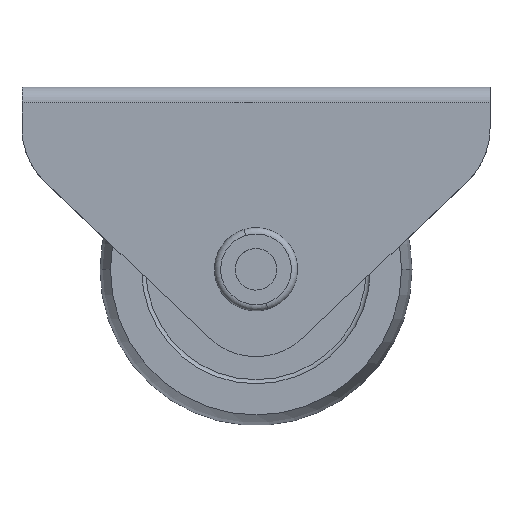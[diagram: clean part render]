
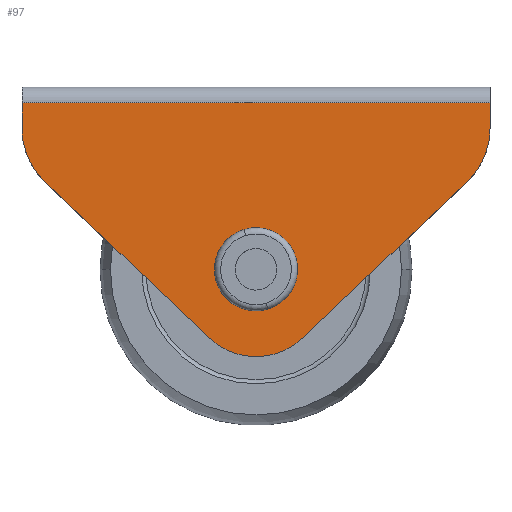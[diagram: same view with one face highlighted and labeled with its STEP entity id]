
A CAD part, top view. The second image highlights one B-rep face of the part: STEP entity #97.
In plain terms, the highlighted planar face has unit normal (0, 0, 1).
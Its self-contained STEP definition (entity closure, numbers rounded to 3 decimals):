
#97=ADVANCED_FACE('',(#183,#184),#185,.T.);
#183=FACE_OUTER_BOUND('',#350,.T.);
#184=FACE_BOUND('',#351,.T.);
#185=PLANE('',#352);
#350=EDGE_LOOP('',(#562,#563,#564,#565,#566,#567,#568,#569));
#351=EDGE_LOOP('',(#570,#571));
#352=AXIS2_PLACEMENT_3D('',#572,#573,#574);
#562=ORIENTED_EDGE('',*,*,#1125,.T.);
#563=ORIENTED_EDGE('',*,*,#1126,.T.);
#564=ORIENTED_EDGE('',*,*,#1127,.T.);
#565=ORIENTED_EDGE('',*,*,#1128,.T.);
#566=ORIENTED_EDGE('',*,*,#1129,.T.);
#567=ORIENTED_EDGE('',*,*,#1130,.T.);
#568=ORIENTED_EDGE('',*,*,#1131,.T.);
#569=ORIENTED_EDGE('',*,*,#1132,.T.);
#570=ORIENTED_EDGE('',*,*,#1133,.F.);
#571=ORIENTED_EDGE('',*,*,#1092,.F.);
#572=CARTESIAN_POINT('',(17.5,8.071,9.5));
#573=DIRECTION('',(0.0,0.,1.0));
#574=DIRECTION('',(0.0,-1.0,0.));
#1092=EDGE_CURVE('',#1275,#1277,#1278,.T.);
#1125=EDGE_CURVE('',#1339,#1340,#1341,.T.);
#1126=EDGE_CURVE('',#1340,#1342,#1343,.T.);
#1127=EDGE_CURVE('',#1342,#1344,#1345,.T.);
#1128=EDGE_CURVE('',#1344,#1346,#1347,.T.);
#1129=EDGE_CURVE('',#1346,#1348,#1349,.T.);
#1130=EDGE_CURVE('',#1348,#1350,#1351,.T.);
#1131=EDGE_CURVE('',#1350,#1352,#1353,.T.);
#1132=EDGE_CURVE('',#1352,#1339,#1354,.T.);
#1133=EDGE_CURVE('',#1277,#1275,#1355,.T.);
#1275=VERTEX_POINT('',#1570);
#1277=VERTEX_POINT('',#1573);
#1278=CIRCLE('',#1574,2.5);
#1339=VERTEX_POINT('',#1653);
#1340=VERTEX_POINT('',#1654);
#1341=LINE('',#1655,#1656);
#1342=VERTEX_POINT('',#1657);
#1343=CIRCLE('',#1658,7.0);
#1344=VERTEX_POINT('',#1659);
#1345=LINE('',#1660,#1661);
#1346=VERTEX_POINT('',#1662);
#1347=LINE('',#1663,#1664);
#1348=VERTEX_POINT('',#1665);
#1349=LINE('',#1666,#1667);
#1350=VERTEX_POINT('',#1668);
#1351=CIRCLE('',#1669,7.0);
#1352=VERTEX_POINT('',#1670);
#1353=LINE('',#1671,#1672);
#1354=CIRCLE('',#1673,6.5);
#1355=CIRCLE('',#1674,2.5);
#1570=CARTESIAN_POINT('',(-2.5,-17.529,9.5));
#1573=CARTESIAN_POINT('',(2.5,-17.529,9.5));
#1574=AXIS2_PLACEMENT_3D('',#1934,#1935,#1936);
#1653=CARTESIAN_POINT('',(4.479,-24.14,9.5));
#1654=CARTESIAN_POINT('',(20.324,-9.073,9.5));
#1655=CARTESIAN_POINT('',(20.324,-9.073,9.5));
#1656=VECTOR('',#1997,1000.0);
#1657=CARTESIAN_POINT('',(22.5,-4.,9.5));
#1658=AXIS2_PLACEMENT_3D('',#1998,#1999,#2000);
#1659=CARTESIAN_POINT('',(22.5,-1.5,9.5));
#1660=CARTESIAN_POINT('',(22.5,5.071,9.5));
#1661=VECTOR('',#2001,1000.0);
#1662=CARTESIAN_POINT('',(-22.5,-1.5,9.5));
#1663=CARTESIAN_POINT('',(17.5,-1.5,9.5));
#1664=VECTOR('',#2002,1000.0);
#1665=CARTESIAN_POINT('',(-22.5,-4.0,9.5));
#1666=CARTESIAN_POINT('',(-22.5,42.071,9.5));
#1667=VECTOR('',#2003,1000.0);
#1668=CARTESIAN_POINT('',(-20.324,-9.073,9.5));
#1669=AXIS2_PLACEMENT_3D('',#2004,#2005,#2006);
#1670=CARTESIAN_POINT('',(-4.479,-24.14,9.5));
#1671=CARTESIAN_POINT('',(-20.324,-9.073,9.5));
#1672=VECTOR('',#2007,1000.0);
#1673=AXIS2_PLACEMENT_3D('',#2008,#2009,#2010);
#1674=AXIS2_PLACEMENT_3D('',#2011,#2012,#2013);
#1934=CARTESIAN_POINT('',(0.,-17.529,9.5));
#1935=DIRECTION('',(0.0,0.0,1.0));
#1936=DIRECTION('',(1.0,0.0,0.0));
#1997=DIRECTION('',(0.725,0.689,-0.0));
#1998=CARTESIAN_POINT('',(15.5,-4.,9.5));
#1999=DIRECTION('',(0.0,0.0,1.0));
#2000=DIRECTION('',(-1.0,0.0,0.0));
#2001=DIRECTION('',(-0.0,1.0,0.));
#2002=DIRECTION('',(-1.0,-0.0,0.0));
#2003=DIRECTION('',(0.,-1.0,0.));
#2004=CARTESIAN_POINT('',(-15.5,-4.0,9.5));
#2005=DIRECTION('',(0.0,0.0,1.0));
#2006=DIRECTION('',(1.0,0.0,0.0));
#2007=DIRECTION('',(0.725,-0.689,0.0));
#2008=CARTESIAN_POINT('',(0.,-19.429,9.5));
#2009=DIRECTION('',(0.0,0.0,1.0));
#2010=DIRECTION('',(1.0,0.0,0.0));
#2011=CARTESIAN_POINT('',(0.,-17.529,9.5));
#2012=DIRECTION('',(0.0,0.0,1.0));
#2013=DIRECTION('',(1.0,0.0,0.0));
